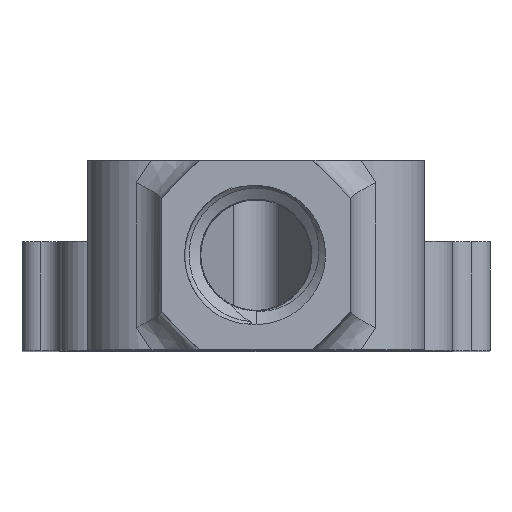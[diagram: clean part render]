
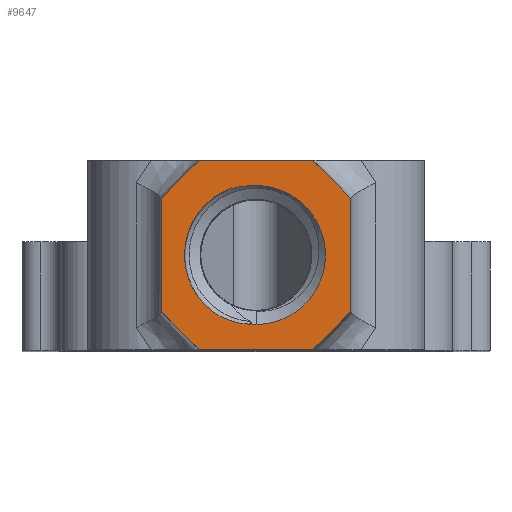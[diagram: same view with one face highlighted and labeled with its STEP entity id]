
A CAD part, top view. The second image highlights one B-rep face of the part: STEP entity #9647.
In plain terms, the highlighted planar face has unit normal (0, 0, 1).
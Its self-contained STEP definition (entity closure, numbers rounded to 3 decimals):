
#28 = EDGE_CURVE ( 'NONE', #6651, #6598, #2031, .T. ) ;
#31 = EDGE_CURVE ( 'NONE', #6671, #6689, #6835, .T. ) ;
#37 = EDGE_CURVE ( 'NONE', #6676, #6651, #6839, .T. ) ;
#42 = EDGE_CURVE ( 'NONE', #6700, #6686, #6843, .T. ) ;
#66 = EDGE_CURVE ( 'NONE', #6605, #6659, #9361, .T. ) ;
#71 = EDGE_CURVE ( 'NONE', #8313, #6700, #6875, .T. ) ;
#77 = EDGE_CURVE ( 'NONE', #8313, #9075, #6884, .T. ) ;
#78 = EDGE_CURVE ( 'NONE', #9075, #9068, #6883, .T. ) ;
#79 = EDGE_CURVE ( 'NONE', #9068, #6661, #6886, .T. ) ;
#100 = EDGE_CURVE ( 'NONE', #6675, #6676, #6913, .T. ) ;
#106 = EDGE_CURVE ( 'NONE', #6686, #6671, #6923, .T. ) ;
#193 = CARTESIAN_POINT ( 'NONE',  ( -14.998, 50.373, -55.459 ) ) ;
#201 = CARTESIAN_POINT ( 'NONE',  ( -14.998, 57.677, -55.459 ) ) ;
#203 = CARTESIAN_POINT ( 'NONE',  ( -19.603, 51.025, -55.459 ) ) ;
#212 = CARTESIAN_POINT ( 'NONE',  ( -17.603, 59.025, -55.459 ) ) ;
#216 = CARTESIAN_POINT ( 'NONE',  ( -14.599, 57.699, -55.459 ) ) ;
#217 = CARTESIAN_POINT ( 'NONE',  ( -14.599, 50.352, -55.459 ) ) ;
#227 = CARTESIAN_POINT ( 'NONE',  ( -11.595, 59.025, -55.459 ) ) ;
#230 = CARTESIAN_POINT ( 'NONE',  ( -19.603, 57.025, -55.459 ) ) ;
#241 = CARTESIAN_POINT ( 'NONE',  ( -9.595, 57.025, -55.459 ) ) ;
#250 = CARTESIAN_POINT ( 'NONE',  ( -9.595, 51.025, -55.459 ) ) ;
#261 = CARTESIAN_POINT ( 'NONE',  ( -17.603, 49.025, -55.459 ) ) ;
#266 = CARTESIAN_POINT ( 'NONE',  ( -11.595, 49.025, -55.459 ) ) ;
#312 = CARTESIAN_POINT ( 'NONE',  ( -14.599, 54.025, -55.459 ) ) ;
#313 = DIRECTION ( 'NONE',  ( 0., 0., -1. ) ) ;
#314 = DIRECTION ( 'NONE',  ( 0., -1., 0. ) ) ;
#625 = CARTESIAN_POINT ( 'NONE',  ( -14.599, 54.025, -55.459 ) ) ;
#626 = DIRECTION ( 'NONE',  ( 0., 0., -1. ) ) ;
#627 = DIRECTION ( 'NONE',  ( 0., -1., 0. ) ) ;
#1908 = CARTESIAN_POINT ( 'NONE',  ( -9.595, 57.025, -55.459 ) ) ;
#1909 = DIRECTION ( 'NONE',  ( -0.707, 0.707, 0. ) ) ;
#1977 = DIRECTION ( 'NONE',  ( 0., -1., 0. ) ) ;
#1978 = DIRECTION ( 'NONE',  ( 0., 0., -1. ) ) ;
#1979 = CARTESIAN_POINT ( 'NONE',  ( -14.599, 54.025, -55.459 ) ) ;
#1999 = ORIENTED_EDGE ( 'NONE', *, *, #9403, .T. ) ;
#2000 = ORIENTED_EDGE ( 'NONE', *, *, #66, .T. ) ;
#2001 = ORIENTED_EDGE ( 'NONE', *, *, #9382, .T. ) ;
#2002 = ORIENTED_EDGE ( 'NONE', *, *, #100, .T. ) ;
#2003 = ORIENTED_EDGE ( 'NONE', *, *, #37, .T. ) ;
#2004 = ORIENTED_EDGE ( 'NONE', *, *, #28, .T. ) ;
#2005 = ORIENTED_EDGE ( 'NONE', *, *, #31, .T. ) ;
#2006 = ORIENTED_EDGE ( 'NONE', *, *, #9431, .T. ) ;
#2007 = ORIENTED_EDGE ( 'NONE', *, *, #79, .F. ) ;
#2008 = ORIENTED_EDGE ( 'NONE', *, *, #78, .F. ) ;
#2009 = ORIENTED_EDGE ( 'NONE', *, *, #77, .F. ) ;
#2010 = ORIENTED_EDGE ( 'NONE', *, *, #71, .T. ) ;
#2011 = ORIENTED_EDGE ( 'NONE', *, *, #42, .T. ) ;
#2012 = ORIENTED_EDGE ( 'NONE', *, *, #106, .T. ) ;
#2031 = B_SPLINE_CURVE_WITH_KNOTS ( 'NONE', 3,
 ( #2826, #2831, #2834, #2824, #2823, #2822, #2821, #2820, #2819, #2818 ),
 .UNSPECIFIED., .F., .F.,
 ( 4, 2, 2, 2, 4 ),
 ( 0., 0.001, 0.002, 0.002, 0.003 ),
 .UNSPECIFIED. ) ;
#2778 = CARTESIAN_POINT ( 'NONE',  ( -17.603, 59.025, -55.459 ) ) ;
#2779 = DIRECTION ( 'NONE',  ( -0.707, -0.707, 0. ) ) ;
#2818 = CARTESIAN_POINT ( 'NONE',  ( -17.667, 51.829, -55.459 ) ) ;
#2819 = CARTESIAN_POINT ( 'NONE',  ( -17.514, 51.614, -55.459 ) ) ;
#2820 = CARTESIAN_POINT ( 'NONE',  ( -17.338, 51.419, -55.459 ) ) ;
#2821 = CARTESIAN_POINT ( 'NONE',  ( -16.945, 51.07, -55.459 ) ) ;
#2822 = CARTESIAN_POINT ( 'NONE',  ( -16.729, 50.918, -55.459 ) ) ;
#2823 = CARTESIAN_POINT ( 'NONE',  ( -16.27, 50.667, -55.459 ) ) ;
#2824 = CARTESIAN_POINT ( 'NONE',  ( -16.024, 50.566, -55.459 ) ) ;
#2826 = CARTESIAN_POINT ( 'NONE',  ( -14.998, 50.373, -55.459 ) ) ;
#2831 = CARTESIAN_POINT ( 'NONE',  ( -15.263, 50.383, -55.459 ) ) ;
#2834 = CARTESIAN_POINT ( 'NONE',  ( -15.52, 50.425, -55.459 ) ) ;
#3434 = CARTESIAN_POINT ( 'NONE',  ( -17.667, 51.829, -55.459 ) ) ;
#3438 = CARTESIAN_POINT ( 'NONE',  ( -17.667, 56.222, -55.459 ) ) ;
#5136 = CIRCLE ( 'NONE', #9590, 3.674 ) ;
#5145 = CIRCLE ( 'NONE', #9592, 3.774 ) ;
#5164 = LINE ( 'NONE', #5619, #5165 ) ;
#5165 = VECTOR ( 'NONE', #5620, 1000. ) ;
#5175 = FACE_BOUND ( 'NONE', #5358, .T. ) ;
#5177 = FACE_OUTER_BOUND ( 'NONE', #5363, .T. ) ;
#5358 = EDGE_LOOP ( 'NONE', ( #1999, #2000, #2001, #2002, #2003, #2004 ) ) ;
#5363 = EDGE_LOOP ( 'NONE', ( #2005, #2006, #2007, #2008, #2009, #2010, #2011, #2012 ) ) ;
#5619 = CARTESIAN_POINT ( 'NONE',  ( -19.603, 60.027, -55.459 ) ) ;
#5620 = DIRECTION ( 'NONE',  ( 0., -1., 0. ) ) ;
#5669 = DIRECTION ( 'NONE',  ( 0., 0., 1. ) ) ;
#5672 = CARTESIAN_POINT ( 'NONE',  ( -20.605, 60.027, -55.459 ) ) ;
#5673 = PLANE ( 'NONE',  #9597 ) ;
#5675 = DIRECTION ( 'NONE',  ( 0., -1., 0. ) ) ;
#6598 = VERTEX_POINT ( 'NONE', #3434 ) ;
#6605 = VERTEX_POINT ( 'NONE', #3438 ) ;
#6651 = VERTEX_POINT ( 'NONE', #193 ) ;
#6659 = VERTEX_POINT ( 'NONE', #201 ) ;
#6661 = VERTEX_POINT ( 'NONE', #203 ) ;
#6671 = VERTEX_POINT ( 'NONE', #212 ) ;
#6675 = VERTEX_POINT ( 'NONE', #216 ) ;
#6676 = VERTEX_POINT ( 'NONE', #217 ) ;
#6686 = VERTEX_POINT ( 'NONE', #227 ) ;
#6689 = VERTEX_POINT ( 'NONE', #230 ) ;
#6700 = VERTEX_POINT ( 'NONE', #241 ) ;
#6835 = LINE ( 'NONE', #2778, #6838 ) ;
#6838 = VECTOR ( 'NONE', #2779, 1000. ) ;
#6839 = CIRCLE ( 'NONE', #9445, 3.674 ) ;
#6842 = VECTOR ( 'NONE', #1909, 1000. ) ;
#6843 = LINE ( 'NONE', #1908, #6842 ) ;
#6875 = LINE ( 'NONE', #7065, #6879 ) ;
#6879 = VECTOR ( 'NONE', #7072, 1000. ) ;
#6883 = LINE ( 'NONE', #7120, #6887 ) ;
#6884 = LINE ( 'NONE', #7118, #6885 ) ;
#6885 = VECTOR ( 'NONE', #7119, 1000. ) ;
#6886 = LINE ( 'NONE', #7122, #6889 ) ;
#6887 = VECTOR ( 'NONE', #7121, 1000. ) ;
#6889 = VECTOR ( 'NONE', #7124, 1000. ) ;
#6913 = CIRCLE ( 'NONE', #9458, 3.674 ) ;
#6923 = LINE ( 'NONE', #7598, #6925 ) ;
#6925 = VECTOR ( 'NONE', #7592, 1000. ) ;
#7018 = CARTESIAN_POINT ( 'NONE',  ( -17.513, 56.437, -55.459 ) ) ;
#7039 = CARTESIAN_POINT ( 'NONE',  ( -17.667, 56.222, -55.459 ) ) ;
#7041 = CARTESIAN_POINT ( 'NONE',  ( -17.339, 56.631, -55.459 ) ) ;
#7042 = CARTESIAN_POINT ( 'NONE',  ( -16.948, 56.978, -55.459 ) ) ;
#7043 = CARTESIAN_POINT ( 'NONE',  ( -16.73, 57.132, -55.459 ) ) ;
#7044 = CARTESIAN_POINT ( 'NONE',  ( -16.272, 57.383, -55.459 ) ) ;
#7045 = CARTESIAN_POINT ( 'NONE',  ( -16.031, 57.482, -55.459 ) ) ;
#7046 = CARTESIAN_POINT ( 'NONE',  ( -15.522, 57.626, -55.459 ) ) ;
#7047 = CARTESIAN_POINT ( 'NONE',  ( -15.263, 57.667, -55.459 ) ) ;
#7048 = CARTESIAN_POINT ( 'NONE',  ( -14.998, 57.677, -55.459 ) ) ;
#7065 = CARTESIAN_POINT ( 'NONE',  ( -9.595, 60.027, -55.459 ) ) ;
#7072 = DIRECTION ( 'NONE',  ( 0., 1., 0. ) ) ;
#7118 = CARTESIAN_POINT ( 'NONE',  ( -9.394, 51.227, -55.459 ) ) ;
#7119 = DIRECTION ( 'NONE',  ( -0.707, -0.707, 0. ) ) ;
#7120 = CARTESIAN_POINT ( 'NONE',  ( -25.901, 49.025, -55.459 ) ) ;
#7121 = DIRECTION ( 'NONE',  ( -1., 0., 0. ) ) ;
#7122 = CARTESIAN_POINT ( 'NONE',  ( -17.402, 48.824, -55.459 ) ) ;
#7124 = DIRECTION ( 'NONE',  ( -0.707, 0.707, 0. ) ) ;
#7570 = CARTESIAN_POINT ( 'NONE',  ( -14.599, 54.025, -55.459 ) ) ;
#7571 = DIRECTION ( 'NONE',  ( 0., 0., -1. ) ) ;
#7572 = DIRECTION ( 'NONE',  ( 0., -1., 0. ) ) ;
#7592 = DIRECTION ( 'NONE',  ( -1., 0., 0. ) ) ;
#7598 = CARTESIAN_POINT ( 'NONE',  ( -20.605, 59.025, -55.459 ) ) ;
#8313 = VERTEX_POINT ( 'NONE', #250 ) ;
#9068 = VERTEX_POINT ( 'NONE', #261 ) ;
#9075 = VERTEX_POINT ( 'NONE', #266 ) ;
#9361 = B_SPLINE_CURVE_WITH_KNOTS ( 'NONE', 3,
 ( #7039, #7018, #7041, #7042, #7043, #7044, #7045, #7046, #7047, #7048 ),
 .UNSPECIFIED., .F., .F.,
 ( 4, 2, 2, 2, 4 ),
 ( 0., 0.001, 0.002, 0.002, 0.003 ),
 .UNSPECIFIED. ) ;
#9382 = EDGE_CURVE ( 'NONE', #6659, #6675, #5136, .T. ) ;
#9403 = EDGE_CURVE ( 'NONE', #6598, #6605, #5145, .T. ) ;
#9431 = EDGE_CURVE ( 'NONE', #6689, #6661, #5164, .T. ) ;
#9445 = AXIS2_PLACEMENT_3D ( 'NONE', #1979, #1978, #1977 ) ;
#9458 = AXIS2_PLACEMENT_3D ( 'NONE', #7570, #7571, #7572 ) ;
#9590 = AXIS2_PLACEMENT_3D ( 'NONE', #312, #313, #314 ) ;
#9592 = AXIS2_PLACEMENT_3D ( 'NONE', #625, #626, #627 ) ;
#9597 = AXIS2_PLACEMENT_3D ( 'NONE', #5672, #5669, #5675 ) ;
#9647 = ADVANCED_FACE ( 'NONE', ( #5175, #5177 ), #5673, .T. ) ;
